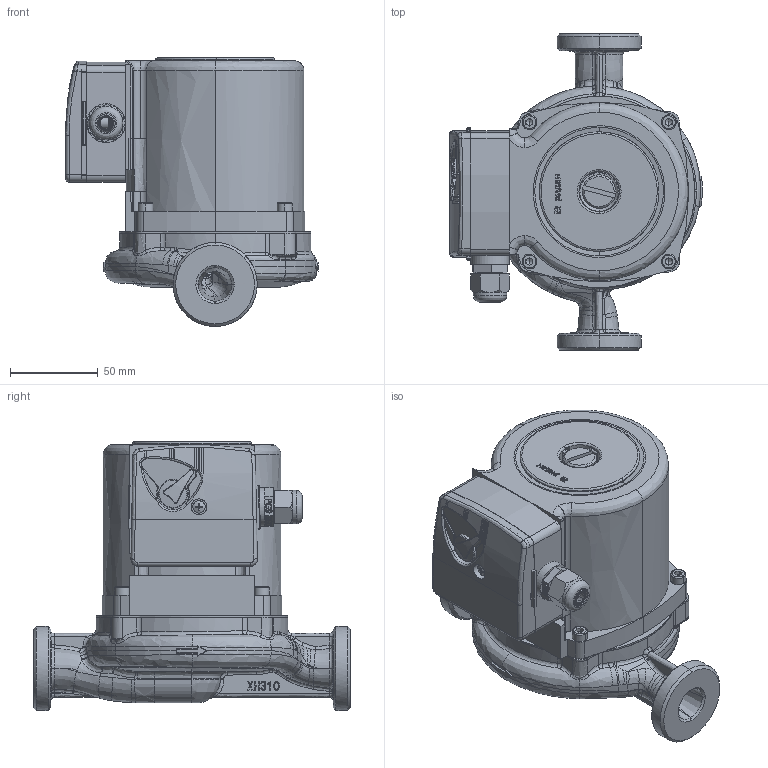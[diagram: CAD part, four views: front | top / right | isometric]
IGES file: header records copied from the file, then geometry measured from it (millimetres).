
Global section: file name: 015P1017 (RWS 25-120SB); native system: AutoCAD 2021 — Русский (Russian),62HAutod; preprocessor: esk Translation Framework DWG producer (atf_dwg_producer); organization: unknown; date: 20230326.192935; units: millimetre
Bounding box: 143.72 x 180 x 152.97 mm (x, y, z)
Volume: 374479.4 mm3; surface area: 223846.6 mm2
Topology: 29 solids, 29 shells, 2196 faces, 5818 edges, 3735 vertices
Faces by surface type: bspline 2196
